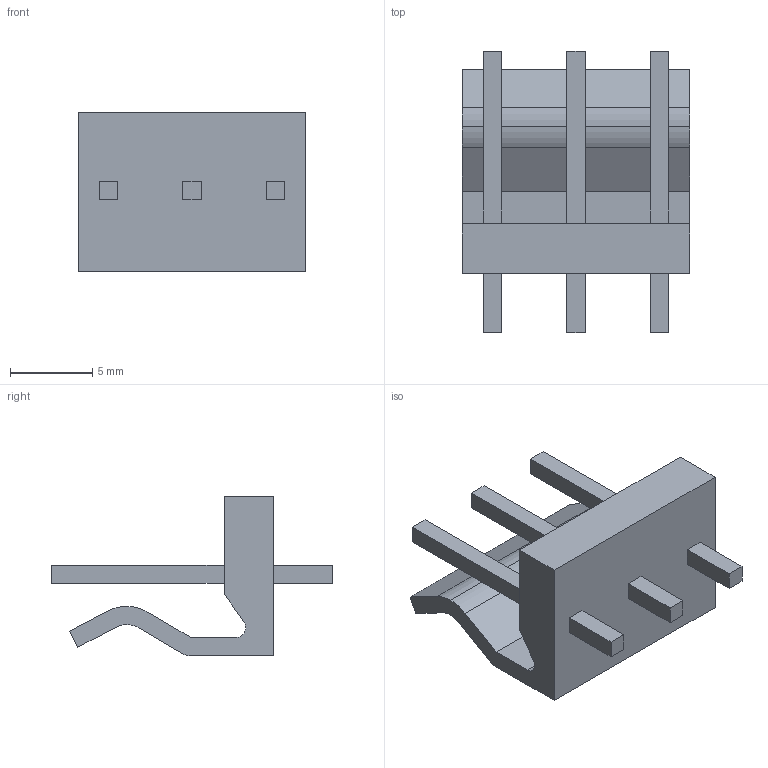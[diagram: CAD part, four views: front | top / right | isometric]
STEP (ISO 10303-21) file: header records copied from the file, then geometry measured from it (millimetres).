
FILE_DESCRIPTION (( 'STEP AP214' ), '1' );
FILE_NAME ('Conector P5.08mm 3P Male.step', '2025-07-17T18:06:07', ( '' ), ( '' ), 'SwSTEP 2.0', 'SolidWorks 2018', '' );
FILE_SCHEMA (( 'AUTOMOTIVE_DESIGN' ));
Length unit declared in the file: millimetre
Products named in the file (1): Conector P5.08mm 3P Male
Bounding box: 13.84 x 17.1 x 9.7 mm (x, y, z)
Volume: 575.2 mm3; surface area: 909.3 mm2
Topology: 1 solids, 1 shells, 49 faces, 123 edges, 82 vertices
Faces by surface type: plane 43, cylinder 6
Entity records: 2022 total; most frequent: CARTESIAN_POINT 255, ORIENTED_EDGE 246, DIRECTION 235, EDGE_CURVE 123, LINE 111, VECTOR 111, VERTEX_POINT 82, AXIS2_PLACEMENT_3D 62
